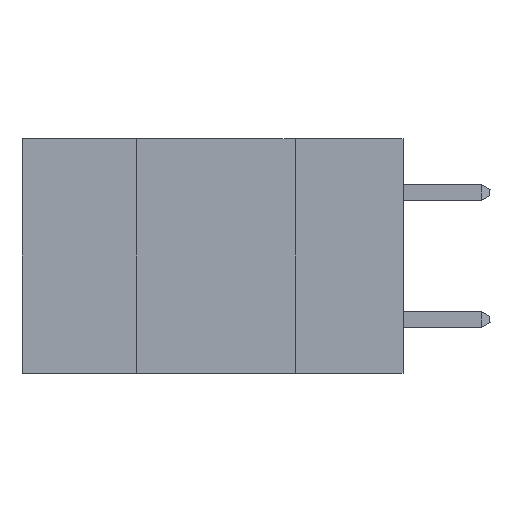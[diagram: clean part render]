
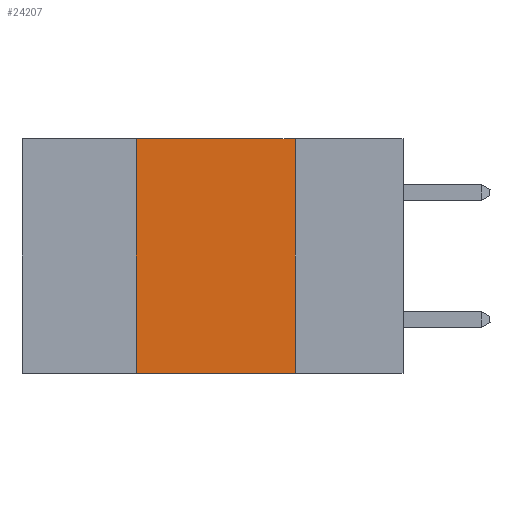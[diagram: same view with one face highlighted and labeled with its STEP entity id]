
A CAD part, left-side view. The second image highlights one B-rep face of the part: STEP entity #24207.
In plain terms, the highlighted planar face has unit normal (-1, 0, 0).
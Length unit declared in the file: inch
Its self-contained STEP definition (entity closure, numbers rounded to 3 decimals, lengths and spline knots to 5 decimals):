
#1449 = EDGE_CURVE ( 'NONE', #1477, #27768, #6167, .T. ) ;
#1477 = VERTEX_POINT ( 'NONE', #17165 ) ;
#1905 = VERTEX_POINT ( 'NONE', #17638 ) ;
#2435 = ORIENTED_EDGE ( 'NONE', *, *, #25828, .F. ) ;
#2451 = DIRECTION ( 'NONE',  ( 0., 0., -1. ) ) ;
#3703 = DIRECTION ( 'NONE',  ( 1., 0., 0. ) ) ;
#4100 = ORIENTED_EDGE ( 'NONE', *, *, #6549, .T. ) ;
#4578 = LINE ( 'NONE', #19130, #21446 ) ;
#5541 = PLANE ( 'NONE',  #21099 ) ;
#6167 = LINE ( 'NONE', #16918, #15131 ) ;
#6253 = VECTOR ( 'NONE', #11922, 39.37008 ) ;
#6549 = EDGE_CURVE ( 'NONE', #1477, #1905, #4578, .T. ) ;
#6631 = CARTESIAN_POINT ( 'NONE',  ( 0., 0.42, 0. ) ) ;
#6870 = CARTESIAN_POINT ( 'NONE',  ( 0., 0.17, 0. ) ) ;
#9751 = LINE ( 'NONE', #15704, #10129 ) ;
#10129 = VECTOR ( 'NONE', #2451, 39.37008 ) ;
#10162 = CARTESIAN_POINT ( 'NONE',  ( 0., 0.6, 0. ) ) ;
#11922 = DIRECTION ( 'NONE',  ( 0., -1., 0. ) ) ;
#13938 = EDGE_CURVE ( 'NONE', #27768, #20107, #14886, .T. ) ;
#14886 = LINE ( 'NONE', #14964, #6253 ) ;
#14964 = CARTESIAN_POINT ( 'NONE',  ( 0., 0.6, 0. ) ) ;
#15131 = VECTOR ( 'NONE', #23086, 39.37008 ) ;
#15704 = CARTESIAN_POINT ( 'NONE',  ( 0., 0.17, 0. ) ) ;
#16918 = CARTESIAN_POINT ( 'NONE',  ( 0., 0.42, 0. ) ) ;
#17165 = CARTESIAN_POINT ( 'NONE',  ( 0., 0.42, -0.37 ) ) ;
#17638 = CARTESIAN_POINT ( 'NONE',  ( 0., 0.17, -0.37 ) ) ;
#19130 = CARTESIAN_POINT ( 'NONE',  ( 0., 0.6, -0.37 ) ) ;
#19645 = ORIENTED_EDGE ( 'NONE', *, *, #1449, .F. ) ;
#20107 = VERTEX_POINT ( 'NONE', #6870 ) ;
#21099 = AXIS2_PLACEMENT_3D ( 'NONE', #10162, #3703, #25785 ) ;
#21446 = VECTOR ( 'NONE', #23229, 39.37008 ) ;
#23086 = DIRECTION ( 'NONE',  ( 0., 0., 1. ) ) ;
#23229 = DIRECTION ( 'NONE',  ( 0., -1., 0. ) ) ;
#24207 = ADVANCED_FACE ( 'NONE', ( #26693 ), #5541, .F. ) ;
#25785 = DIRECTION ( 'NONE',  ( 0., 0., -1. ) ) ;
#25828 = EDGE_CURVE ( 'NONE', #20107, #1905, #9751, .T. ) ;
#26693 = FACE_OUTER_BOUND ( 'NONE', #27997, .T. ) ;
#27385 = ORIENTED_EDGE ( 'NONE', *, *, #13938, .F. ) ;
#27768 = VERTEX_POINT ( 'NONE', #6631 ) ;
#27997 = EDGE_LOOP ( 'NONE', ( #2435, #27385, #19645, #4100 ) ) ;
